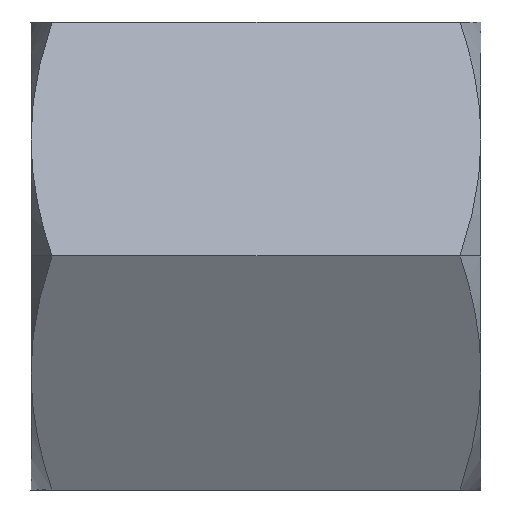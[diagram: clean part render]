
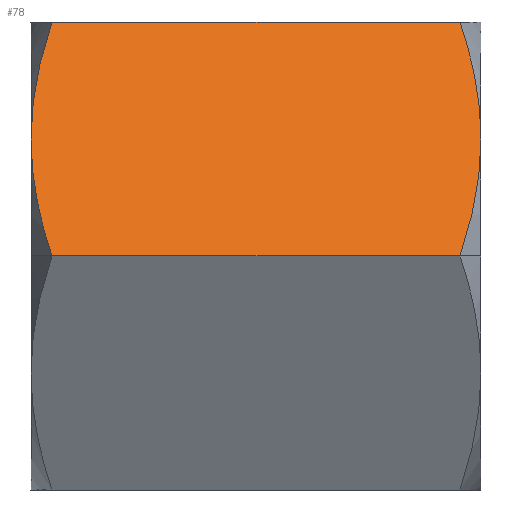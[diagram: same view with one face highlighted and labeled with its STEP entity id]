
A CAD part, front view. The second image highlights one B-rep face of the part: STEP entity #78.
In plain terms, the highlighted planar face has unit normal (0, -0.866, 0.5).
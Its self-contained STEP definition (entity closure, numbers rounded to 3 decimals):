
#78=ADVANCED_FACE('',(#151),#152,.T.);
#151=FACE_OUTER_BOUND('',#227,.T.);
#152=PLANE('',#228);
#227=EDGE_LOOP('',(#465,#466,#467,#468,#469,#470));
#228=AXIS2_PLACEMENT_3D('',#471,#472,#473);
#465=ORIENTED_EDGE('',*,*,#544,.F.);
#466=ORIENTED_EDGE('',*,*,#556,.F.);
#467=ORIENTED_EDGE('',*,*,#577,.T.);
#468=ORIENTED_EDGE('',*,*,#570,.F.);
#469=ORIENTED_EDGE('',*,*,#567,.F.);
#470=ORIENTED_EDGE('',*,*,#576,.F.);
#471=CARTESIAN_POINT('',(-1.0,-5.629,3.25));
#472=DIRECTION('',(0.,-0.866,0.5));
#473=DIRECTION('',(0.,-0.5,-0.866));
#544=EDGE_CURVE('',#655,#652,#657,.T.);
#556=EDGE_CURVE('',#593,#655,#674,.T.);
#567=EDGE_CURVE('',#689,#691,#692,.T.);
#570=EDGE_CURVE('',#691,#580,#695,.T.);
#576=EDGE_CURVE('',#652,#689,#702,.T.);
#577=EDGE_CURVE('',#593,#580,#703,.T.);
#580=VERTEX_POINT('',#706);
#593=VERTEX_POINT('',#743);
#652=VERTEX_POINT('',#836);
#655=VERTEX_POINT('',#850);
#657=(B_SPLINE_CURVE(2,(#853,#854,#855,#856,#857),.UNSPECIFIED.,.F.,.F.)B_SPLINE_CURVE_WITH_KNOTS((3,2,3),(0.0,3.811,7.622),.UNSPECIFIED.)RATIONAL_B_SPLINE_CURVE((1.0,1.038,1.0,1.038,1.0))BOUNDED_CURVE()REPRESENTATION_ITEM('')GEOMETRIC_REPRESENTATION_ITEM()CURVE());
#674=(B_SPLINE_CURVE(2,(#958,#959,#960,#961,#962),.UNSPECIFIED.,.F.,.F.)B_SPLINE_CURVE_WITH_KNOTS((3,2,3),(0.0,3.811,7.622),.UNSPECIFIED.)RATIONAL_B_SPLINE_CURVE((1.0,1.038,1.0,1.038,1.0))BOUNDED_CURVE()REPRESENTATION_ITEM('')GEOMETRIC_REPRESENTATION_ITEM()CURVE());
#689=VERTEX_POINT('',#1038);
#691=VERTEX_POINT('',#1051);
#692=(B_SPLINE_CURVE(2,(#1053,#1054,#1055,#1056,#1057),.UNSPECIFIED.,.F.,.F.)B_SPLINE_CURVE_WITH_KNOTS((3,2,3),(0.0,3.811,7.622),.UNSPECIFIED.)RATIONAL_B_SPLINE_CURVE((1.0,1.038,1.0,1.038,1.0))BOUNDED_CURVE()REPRESENTATION_ITEM('')GEOMETRIC_REPRESENTATION_ITEM()CURVE());
#695=(B_SPLINE_CURVE(2,(#1067,#1068,#1069,#1070,#1071),.UNSPECIFIED.,.F.,.F.)B_SPLINE_CURVE_WITH_KNOTS((3,2,3),(0.0,3.811,7.622),.UNSPECIFIED.)RATIONAL_B_SPLINE_CURVE((1.0,1.038,1.0,1.038,1.0))BOUNDED_CURVE()REPRESENTATION_ITEM('')GEOMETRIC_REPRESENTATION_ITEM()CURVE());
#702=LINE('',#1108,#1109);
#703=LINE('',#1110,#1111);
#706=CARTESIAN_POINT('',(11.919,-7.506,0.));
#743=CARTESIAN_POINT('',(0.581,-7.506,0.));
#836=CARTESIAN_POINT('',(0.581,-3.753,6.5));
#850=CARTESIAN_POINT('',(0.,-5.629,3.25));
#853=CARTESIAN_POINT('',(0.582,-7.507,-0.003));
#854=CARTESIAN_POINT('',(0.,-6.501,1.74));
#855=CARTESIAN_POINT('',(0.,-5.629,3.25));
#856=CARTESIAN_POINT('',(0.,-4.758,4.76));
#857=CARTESIAN_POINT('',(0.582,-3.751,6.503));
#958=CARTESIAN_POINT('',(0.582,-7.507,-0.003));
#959=CARTESIAN_POINT('',(0.,-6.501,1.74));
#960=CARTESIAN_POINT('',(0.,-5.629,3.25));
#961=CARTESIAN_POINT('',(0.,-4.758,4.76));
#962=CARTESIAN_POINT('',(0.582,-3.751,6.503));
#1038=CARTESIAN_POINT('',(11.919,-3.753,6.5));
#1051=CARTESIAN_POINT('',(12.5,-5.629,3.25));
#1053=CARTESIAN_POINT('',(11.918,-3.751,6.503));
#1054=CARTESIAN_POINT('',(12.5,-4.758,4.76));
#1055=CARTESIAN_POINT('',(12.5,-5.629,3.25));
#1056=CARTESIAN_POINT('',(12.5,-6.501,1.74));
#1057=CARTESIAN_POINT('',(11.918,-7.507,-0.003));
#1067=CARTESIAN_POINT('',(11.918,-3.751,6.503));
#1068=CARTESIAN_POINT('',(12.5,-4.758,4.76));
#1069=CARTESIAN_POINT('',(12.5,-5.629,3.25));
#1070=CARTESIAN_POINT('',(12.5,-6.501,1.74));
#1071=CARTESIAN_POINT('',(11.918,-7.507,-0.003));
#1108=CARTESIAN_POINT('',(-1.0,-3.753,6.5));
#1109=VECTOR('',#1237,1.0);
#1110=CARTESIAN_POINT('',(-1.0,-7.506,0.));
#1111=VECTOR('',#1238,1.0);
#1237=DIRECTION('',(1.0,0.,0.0));
#1238=DIRECTION('',(1.0,0.,0.0));
